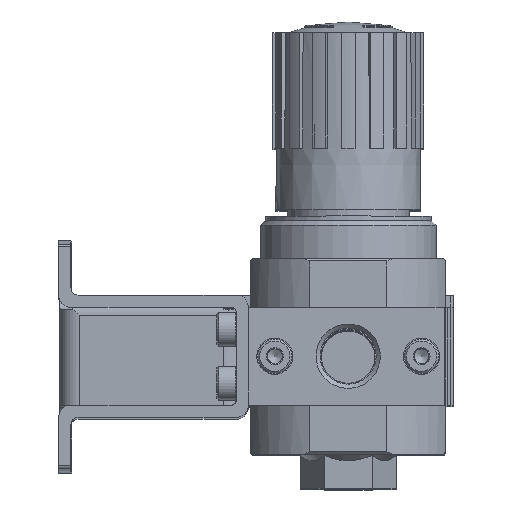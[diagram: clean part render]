
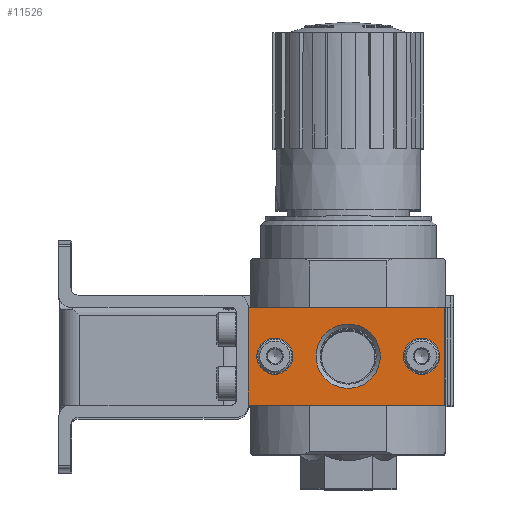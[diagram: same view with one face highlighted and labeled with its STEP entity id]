
A CAD part, top view. The second image highlights one B-rep face of the part: STEP entity #11526.
In plain terms, the highlighted face is planar.
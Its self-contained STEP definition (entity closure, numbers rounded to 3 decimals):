
#518=PLANE('',#12428);
#938=LINE('',#17662,#1682);
#942=LINE('',#17670,#1686);
#945=LINE('',#17676,#1689);
#947=LINE('',#17683,#1691);
#1682=VECTOR('',#14273,1000.);
#1686=VECTOR('',#14279,1000.);
#1689=VECTOR('',#14284,1000.);
#1691=VECTOR('',#14292,1000.);
#3238=ORIENTED_EDGE('',*,*,#5623,.T.);
#3239=ORIENTED_EDGE('',*,*,#5624,.T.);
#3240=ORIENTED_EDGE('',*,*,#5625,.T.);
#3241=ORIENTED_EDGE('',*,*,#5611,.T.);
#3242=ORIENTED_EDGE('',*,*,#5615,.T.);
#3243=ORIENTED_EDGE('',*,*,#5618,.T.);
#3244=ORIENTED_EDGE('',*,*,#5622,.T.);
#5611=EDGE_CURVE('',#6900,#6899,#938,.T.);
#5615=EDGE_CURVE('',#6899,#6902,#942,.T.);
#5618=EDGE_CURVE('',#6902,#6904,#945,.T.);
#5622=EDGE_CURVE('',#6904,#6900,#947,.T.);
#5623=EDGE_CURVE('',#6907,#6907,#7761,.T.);
#5624=EDGE_CURVE('',#6908,#6908,#7762,.T.);
#5625=EDGE_CURVE('',#6909,#6909,#7763,.T.);
#6899=VERTEX_POINT('',#17661);
#6900=VERTEX_POINT('',#17663);
#6902=VERTEX_POINT('',#17669);
#6904=VERTEX_POINT('',#17675);
#6907=VERTEX_POINT('',#17686);
#6908=VERTEX_POINT('',#17688);
#6909=VERTEX_POINT('',#17690);
#7761=CIRCLE('',#12429,3.7);
#7762=CIRCLE('',#12430,3.7);
#7763=CIRCLE('',#12431,6.579);
#8355=EDGE_LOOP('',(#3238));
#8356=EDGE_LOOP('',(#3239));
#8357=EDGE_LOOP('',(#3240));
#8358=EDGE_LOOP('',(#3241,#3242,#3243,#3244));
#9189=FACE_BOUND('',#8355,.T.);
#9190=FACE_BOUND('',#8356,.T.);
#9191=FACE_BOUND('',#8357,.T.);
#9192=FACE_BOUND('',#8358,.T.);
#11526=ADVANCED_FACE('',(#9189,#9190,#9191,#9192),#518,.T.);
#12428=AXIS2_PLACEMENT_3D('',#17684,#14293,#14294);
#12429=AXIS2_PLACEMENT_3D('',#17685,#14295,#14296);
#12430=AXIS2_PLACEMENT_3D('',#17687,#14297,#14298);
#12431=AXIS2_PLACEMENT_3D('',#17689,#14299,#14300);
#14273=DIRECTION('',(-1.,0.,0.));
#14279=DIRECTION('',(0.,0.,1.));
#14284=DIRECTION('',(1.,0.,0.));
#14292=DIRECTION('',(0.,0.,-1.));
#14293=DIRECTION('',(0.,1.,0.));
#14294=DIRECTION('',(0.,0.,1.));
#14295=DIRECTION('',(0.,-1.,0.));
#14296=DIRECTION('',(0.,0.,-1.));
#14297=DIRECTION('',(0.,-1.,0.));
#14298=DIRECTION('',(0.,0.,-1.));
#14299=DIRECTION('',(0.,-1.,0.));
#14300=DIRECTION('',(0.,0.,-1.));
#17661=CARTESIAN_POINT('',(-20.,12.,-10.));
#17662=CARTESIAN_POINT('',(20.,12.,-10.));
#17663=CARTESIAN_POINT('',(20.,12.,-10.));
#17669=CARTESIAN_POINT('',(-20.,12.,10.));
#17670=CARTESIAN_POINT('',(-20.,12.,-10.));
#17675=CARTESIAN_POINT('',(20.,12.,10.));
#17676=CARTESIAN_POINT('',(-20.,12.,10.));
#17683=CARTESIAN_POINT('',(20.,12.,10.));
#17684=CARTESIAN_POINT('',(0.,12.,0.));
#17685=CARTESIAN_POINT('',(-15.4,12.,0.));
#17686=CARTESIAN_POINT('',(-15.4,12.,-3.7));
#17687=CARTESIAN_POINT('',(14.6,12.,0.));
#17688=CARTESIAN_POINT('',(14.6,12.,-3.7));
#17689=CARTESIAN_POINT('',(-0.4,12.,0.));
#17690=CARTESIAN_POINT('',(-0.4,12.,-6.579));
